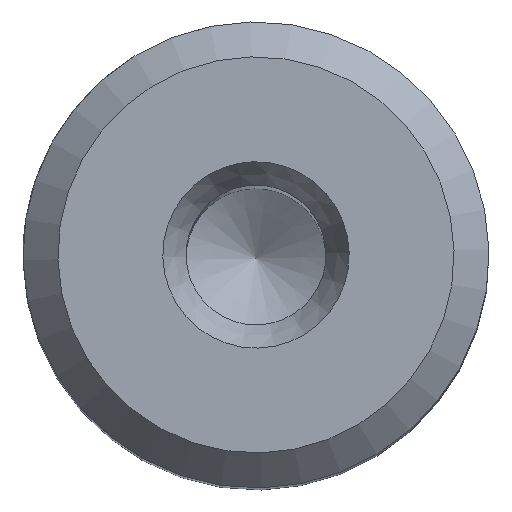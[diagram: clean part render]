
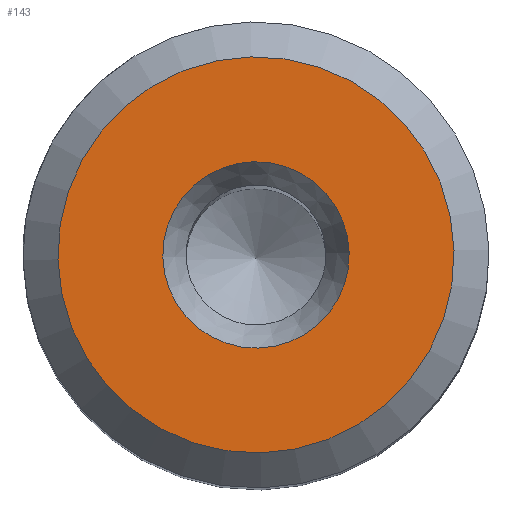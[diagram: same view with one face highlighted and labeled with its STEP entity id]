
A CAD part, top view. The second image highlights one B-rep face of the part: STEP entity #143.
In plain terms, the highlighted planar face has unit normal (0, 0, 1).
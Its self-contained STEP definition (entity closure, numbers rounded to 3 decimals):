
#110=PLANE('',#509);
#143=ADVANCED_FACE('',(#195,#196),#110,.T.);
#195=FACE_BOUND('',#259,.T.);
#196=FACE_BOUND('',#260,.T.);
#259=EDGE_LOOP('',(#328));
#260=EDGE_LOOP('',(#329));
#328=ORIENTED_EDGE('',*,*,#425,.T.);
#329=ORIENTED_EDGE('',*,*,#424,.F.);
#388=VERTEX_POINT('',#719);
#389=VERTEX_POINT('',#722);
#424=EDGE_CURVE('',#388,#388,#457,.T.);
#425=EDGE_CURVE('',#389,#389,#458,.T.);
#457=CIRCLE('',#506,8.5);
#458=CIRCLE('',#508,3.999);
#506=AXIS2_PLACEMENT_3D('',#718,#594,#595);
#508=AXIS2_PLACEMENT_3D('',#721,#598,#599);
#509=AXIS2_PLACEMENT_3D('',#723,#600,#601);
#594=DIRECTION('',(0.,0.,-1.));
#595=DIRECTION('',(0.626,0.78,0.));
#598=DIRECTION('',(0.,0.,-1.));
#599=DIRECTION('',(0.626,0.78,0.));
#600=DIRECTION('',(0.,0.,1.));
#601=DIRECTION('',(-0.626,-0.78,0.));
#718=CARTESIAN_POINT('',(0.,0.,51.));
#719=CARTESIAN_POINT('',(5.317,6.632,51.));
#721=CARTESIAN_POINT('',(0.,0.,51.));
#722=CARTESIAN_POINT('',(2.501,3.12,51.));
#723=CARTESIAN_POINT('',(6.632,-5.317,51.));
